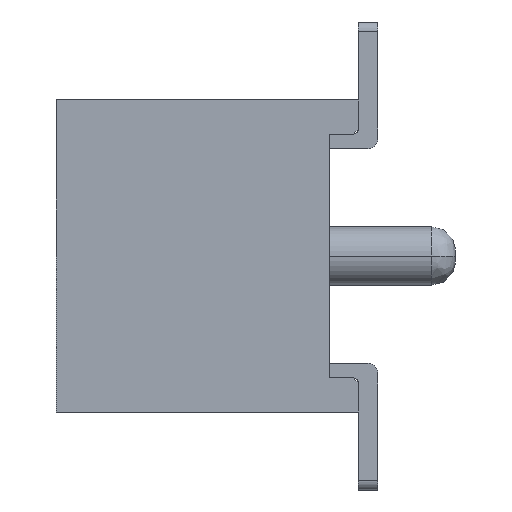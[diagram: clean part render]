
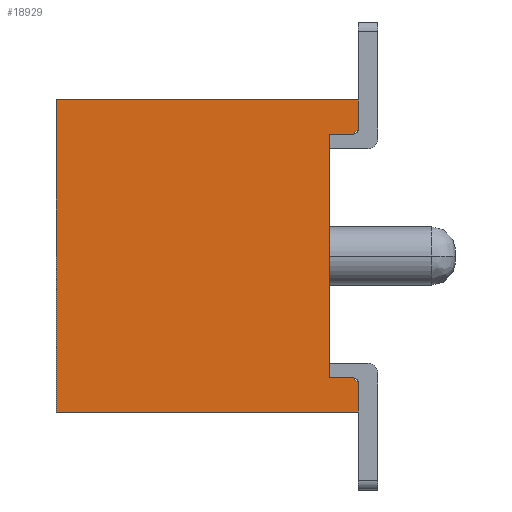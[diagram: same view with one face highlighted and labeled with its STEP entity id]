
A CAD part, left-side view. The second image highlights one B-rep face of the part: STEP entity #18929.
In plain terms, the highlighted planar face has unit normal (-1, 0, 0).
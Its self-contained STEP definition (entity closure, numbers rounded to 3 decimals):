
#361=DIRECTION('',(0.,0.,1.));
#362=VECTOR('',#361,0.3);
#363=CARTESIAN_POINT('',(-4.95,0.,1.3));
#364=LINE('',#363,#362);
#377=DIRECTION('',(0.,0.,1.));
#378=VECTOR('',#377,0.3);
#379=CARTESIAN_POINT('',(-4.95,0.,-1.6));
#380=LINE('',#379,#378);
#2506=DIRECTION('',(0.,1.,0.));
#2507=VECTOR('',#2506,3.1);
#2508=CARTESIAN_POINT('',(-4.95,0.,1.6));
#2509=LINE('',#2508,#2507);
#2554=DIRECTION('',(0.,-0.707,0.707));
#2555=VECTOR('',#2554,0.071);
#2556=CARTESIAN_POINT('',(-4.95,0.05,1.25));
#2557=LINE('',#2556,#2555);
#2558=DIRECTION('',(0.,1.,0.));
#2559=VECTOR('',#2558,0.25);
#2560=CARTESIAN_POINT('',(-4.95,0.05,1.25));
#2561=LINE('',#2560,#2559);
#2562=DIRECTION('',(0.,0.,1.));
#2563=VECTOR('',#2562,2.5);
#2564=CARTESIAN_POINT('',(-4.95,0.3,-1.25));
#2565=LINE('',#2564,#2563);
#2566=DIRECTION('',(0.,1.,0.));
#2567=VECTOR('',#2566,0.25);
#2568=CARTESIAN_POINT('',(-4.95,0.05,-1.25));
#2569=LINE('',#2568,#2567);
#2570=DIRECTION('',(0.,0.707,0.707));
#2571=VECTOR('',#2570,0.071);
#2572=CARTESIAN_POINT('',(-4.95,0.,-1.3));
#2573=LINE('',#2572,#2571);
#2574=DIRECTION('',(0.,1.,0.));
#2575=VECTOR('',#2574,3.1);
#2576=CARTESIAN_POINT('',(-4.95,0.,-1.6));
#2577=LINE('',#2576,#2575);
#4323=DIRECTION('',(0.,0.,1.));
#4324=VECTOR('',#4323,3.2);
#4325=CARTESIAN_POINT('',(-4.95,3.1,-1.6));
#4326=LINE('',#4325,#4324);
#12721=CARTESIAN_POINT('',(-4.95,3.1,-1.6));
#12722=CARTESIAN_POINT('',(-4.95,3.1,1.6));
#12723=VERTEX_POINT('',#12721);
#12724=VERTEX_POINT('',#12722);
#12729=CARTESIAN_POINT('',(-4.95,0.,-1.6));
#12730=VERTEX_POINT('',#12729);
#12731=CARTESIAN_POINT('',(-4.95,0.,1.6));
#12732=VERTEX_POINT('',#12731);
#12737=CARTESIAN_POINT('',(-4.95,0.3,-1.25));
#12738=CARTESIAN_POINT('',(-4.95,0.3,1.25));
#12739=VERTEX_POINT('',#12737);
#12740=VERTEX_POINT('',#12738);
#12879=CARTESIAN_POINT('',(-4.95,0.05,1.25));
#12880=CARTESIAN_POINT('',(-4.95,0.,1.3));
#12881=VERTEX_POINT('',#12879);
#12882=VERTEX_POINT('',#12880);
#12883=CARTESIAN_POINT('',(-4.95,0.,-1.3));
#12884=CARTESIAN_POINT('',(-4.95,0.05,-1.25));
#12885=VERTEX_POINT('',#12883);
#12886=VERTEX_POINT('',#12884);
#18907=CARTESIAN_POINT('',(-4.95,0.,-1.6));
#18908=DIRECTION('',(-1.,0.,0.));
#18909=DIRECTION('',(0.,0.,1.));
#18910=AXIS2_PLACEMENT_3D('',#18907,#18908,#18909);
#18911=PLANE('',#18910);
#18913=ORIENTED_EDGE('',*,*,#18912,.F.);
#18915=ORIENTED_EDGE('',*,*,#18914,.T.);
#18916=ORIENTED_EDGE('',*,*,#17587,.F.);
#18917=ORIENTED_EDGE('',*,*,#18260,.F.);
#18919=ORIENTED_EDGE('',*,*,#18918,.F.);
#18920=ORIENTED_EDGE('',*,*,#17050,.F.);
#18922=ORIENTED_EDGE('',*,*,#18921,.T.);
#18924=ORIENTED_EDGE('',*,*,#18923,.T.);
#18925=ORIENTED_EDGE('',*,*,#18864,.F.);
#18926=ORIENTED_EDGE('',*,*,#17034,.F.);
#18927=EDGE_LOOP('',(#18913,#18915,#18916,#18917,#18919,#18920,#18922,#18924,
#18925,#18926));
#18928=FACE_OUTER_BOUND('',#18927,.F.);
#17034=EDGE_CURVE('',#12882,#12732,#364,.T.);
#17050=EDGE_CURVE('',#12730,#12885,#380,.T.);
#17587=EDGE_CURVE('',#12739,#12740,#2565,.T.);
#18260=EDGE_CURVE('',#12886,#12739,#2569,.T.);
#18864=EDGE_CURVE('',#12732,#12724,#2509,.T.);
#18912=EDGE_CURVE('',#12881,#12882,#2557,.T.);
#18914=EDGE_CURVE('',#12881,#12740,#2561,.T.);
#18918=EDGE_CURVE('',#12885,#12886,#2573,.T.);
#18921=EDGE_CURVE('',#12730,#12723,#2577,.T.);
#18923=EDGE_CURVE('',#12723,#12724,#4326,.T.);
#18929=ADVANCED_FACE('',(#18928),#18911,.T.);
